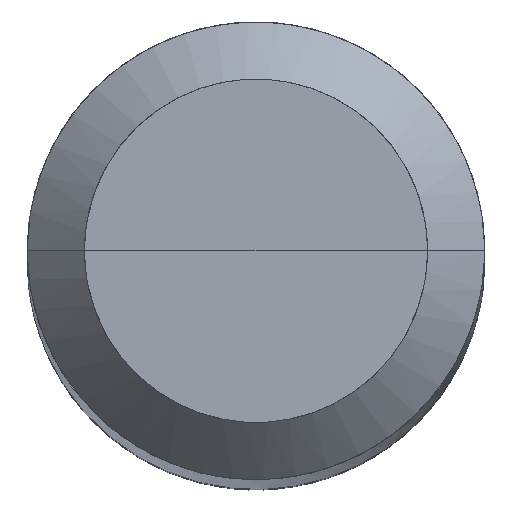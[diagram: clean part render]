
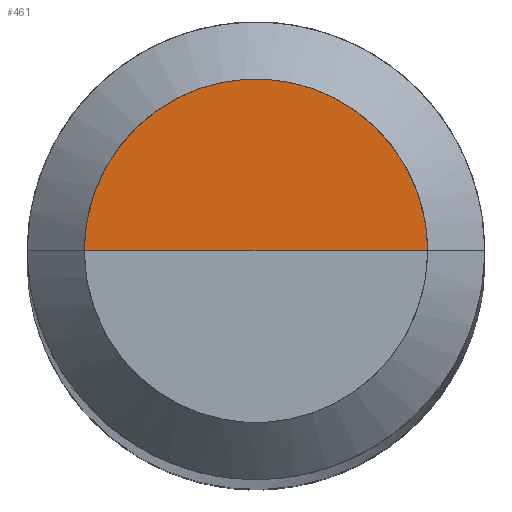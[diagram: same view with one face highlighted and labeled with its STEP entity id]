
A CAD part, top view. The second image highlights one B-rep face of the part: STEP entity #461.
In plain terms, the highlighted free-form (B-spline) face has degree [1, 2] with [2, 5] control points.
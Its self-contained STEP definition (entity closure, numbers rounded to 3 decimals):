
#280=CARTESIAN_POINT('',(1.5,0.0,47.0));
#281=CARTESIAN_POINT('',(1.5,1.5,47.0));
#282=CARTESIAN_POINT('',(0.0,1.5,47.0));
#283=CARTESIAN_POINT('',(-1.5,1.5,47.0));
#284=CARTESIAN_POINT('',(-1.5,0.0,47.0));
#285=CARTESIAN_POINT('',(0.0,0.0,47.0));
#446=(
BOUNDED_SURFACE()
B_SPLINE_SURFACE(1,2,(
(#280,#281,#282,#283,#284),
(#285,#285,#285,#285,#285)
), .UNSPECIFIED.,.F.,.F.,.F.)
B_SPLINE_SURFACE_WITH_KNOTS((2,2),(3,2,3),(
0.0,1.0),(
0.0,0.5,1.0), .UNSPECIFIED.)
GEOMETRIC_REPRESENTATION_ITEM()
RATIONAL_B_SPLINE_SURFACE(((1.0,0.707,1.0,0.707,1.0),
(1.0,0.707,1.0,0.707,1.0)
))
REPRESENTATION_ITEM('')
SURFACE()
);
#447=(
BOUNDED_CURVE()
B_SPLINE_CURVE(2,(#284,#283,#282,#281,#280),.UNSPECIFIED.,.F.,.F.)
B_SPLINE_CURVE_WITH_KNOTS((3,2,3),
(0.0,0.5,1.0),.UNSPECIFIED.)
CURVE()
GEOMETRIC_REPRESENTATION_ITEM()
RATIONAL_B_SPLINE_CURVE((1.0,0.707,1.0,0.707,1.0))
REPRESENTATION_ITEM('')
);
#448=(
BOUNDED_CURVE()
B_SPLINE_CURVE(1,(#280,#285),.UNSPECIFIED.,.F.,.F.)
B_SPLINE_CURVE_WITH_KNOTS((2,2),
(0.0,1.0),.UNSPECIFIED.)
CURVE()
GEOMETRIC_REPRESENTATION_ITEM()
RATIONAL_B_SPLINE_CURVE((1.0,1.0))
REPRESENTATION_ITEM('')
);
#449=(
BOUNDED_CURVE()
B_SPLINE_CURVE(1,(#285,#284),.UNSPECIFIED.,.F.,.F.)
B_SPLINE_CURVE_WITH_KNOTS((2,2),
(0.0,1.0),.UNSPECIFIED.)
CURVE()
GEOMETRIC_REPRESENTATION_ITEM()
RATIONAL_B_SPLINE_CURVE((1.0,1.0))
REPRESENTATION_ITEM('')
);
#450=VERTEX_POINT('',#280);
#451=VERTEX_POINT('',#284);
#452=VERTEX_POINT('',#285);
#453=EDGE_CURVE('',#451,#450,#447,.T.);
#454=EDGE_CURVE('',#450,#452,#448,.T.);
#455=EDGE_CURVE('',#452,#451,#449,.T.);
#456=ORIENTED_EDGE('',*,*,#453,.T.);
#457=ORIENTED_EDGE('',*,*,#454,.T.);
#458=ORIENTED_EDGE('',*,*,#455,.T.);
#459=EDGE_LOOP('',(#456,#457,#458));
#460=FACE_OUTER_BOUND('',#459,.T.);
#461=ADVANCED_FACE('',(#460),#446,.T.);
